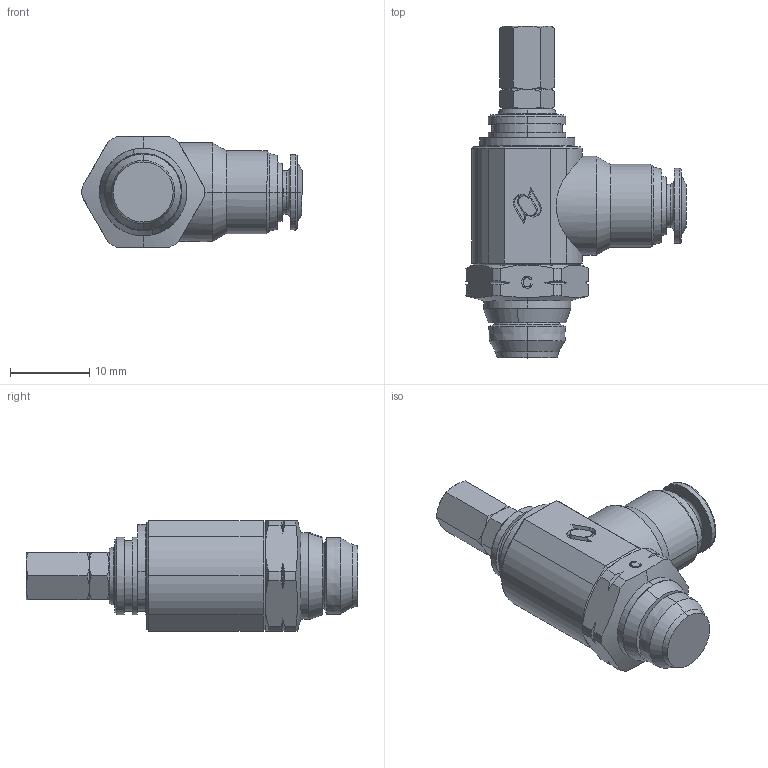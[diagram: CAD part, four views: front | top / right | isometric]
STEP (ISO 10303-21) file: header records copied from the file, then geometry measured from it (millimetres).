
FILE_DESCRIPTION (( 'STEP AP214' ), '1' );
FILE_NAME ('5790500003A.step', '2012-10-22T17:39:39', ( '' ), ( '' ), 'SwSTEP 2.0', 'SolidWorks 2012', '' );
FILE_SCHEMA (( 'AUTOMOTIVE_DESIGN' ));
Length unit declared in the file: millimetre
Products named in the file (1): 5790500003A
Bounding box: 27.86 x 42 x 14.02 mm (x, y, z)
Volume: 5462.8 mm3; surface area: 2497.7 mm2
Topology: 1 solids, 1 shells, 236 faces, 561 edges, 345 vertices
Faces by surface type: plane 89, cone 86, cylinder 45, torus 8, bspline 8
Entity records: 9031 total; most frequent: CARTESIAN_POINT 2281, ORIENTED_EDGE 1122, DIRECTION 1112, EDGE_CURVE 561, AXIS2_PLACEMENT_3D 440, VERTEX_POINT 345, EDGE_LOOP 258, FACE_OUTER_BOUND 236
